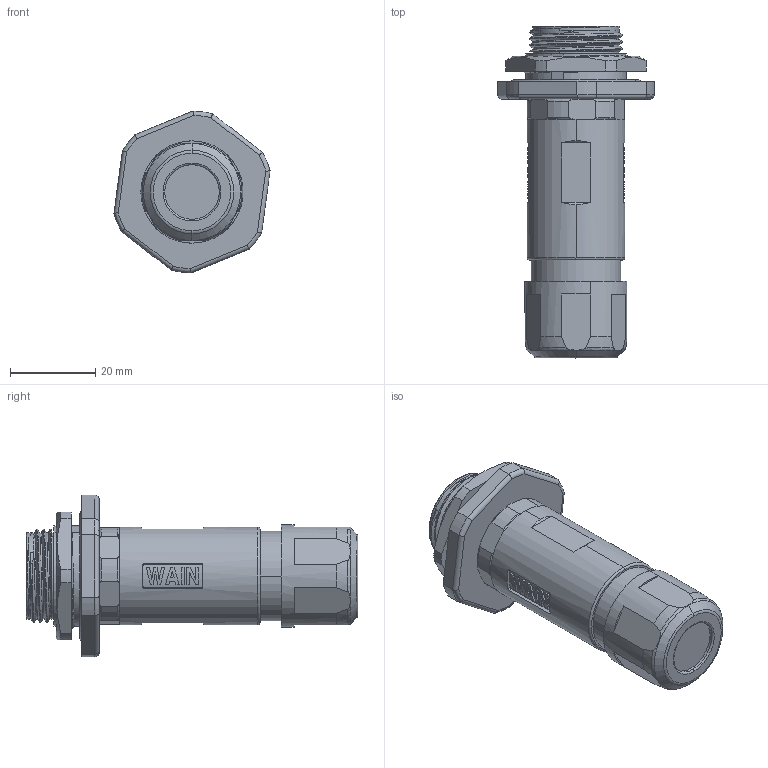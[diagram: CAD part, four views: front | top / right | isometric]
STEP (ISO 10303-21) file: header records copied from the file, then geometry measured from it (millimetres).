
FILE_DESCRIPTION((''),'2;1');
FILE_NAME('7-8-CCT-M25-M','2020-11-03T',('tc.chen'),(''),'PRO/ENGINEER BY PARAMETRIC TECHNOLOGY CORPORATION, 2012480','PRO/ENGINEER BY PARAMETRIC TECHNOLOGY CORPORATION, 2012480','');
FILE_SCHEMA(('AUTOMOTIVE_DESIGN { 1 0 10303 214 1 1 1 1 }'));
Length unit declared in the file: millimetre
Products named in the file (1): 7-8-CCT-M25-M
Bounding box: 36.68 x 77.95 x 38 mm (x, y, z)
Volume: 33834.7 mm3; surface area: 10205.1 mm2
Topology: 1 solids, 3 shells, 318 faces, 825 edges, 544 vertices
Faces by surface type: plane 121, cylinder 91, bspline 57, torus 33, cone 16
Entity records: 13590 total; most frequent: CARTESIAN_POINT 6057, ORIENTED_EDGE 1650, DIRECTION 1400, EDGE_CURVE 825, VERTEX_POINT 544, AXIS2_PLACEMENT_3D 526, EDGE_LOOP 353, VECTOR 348
